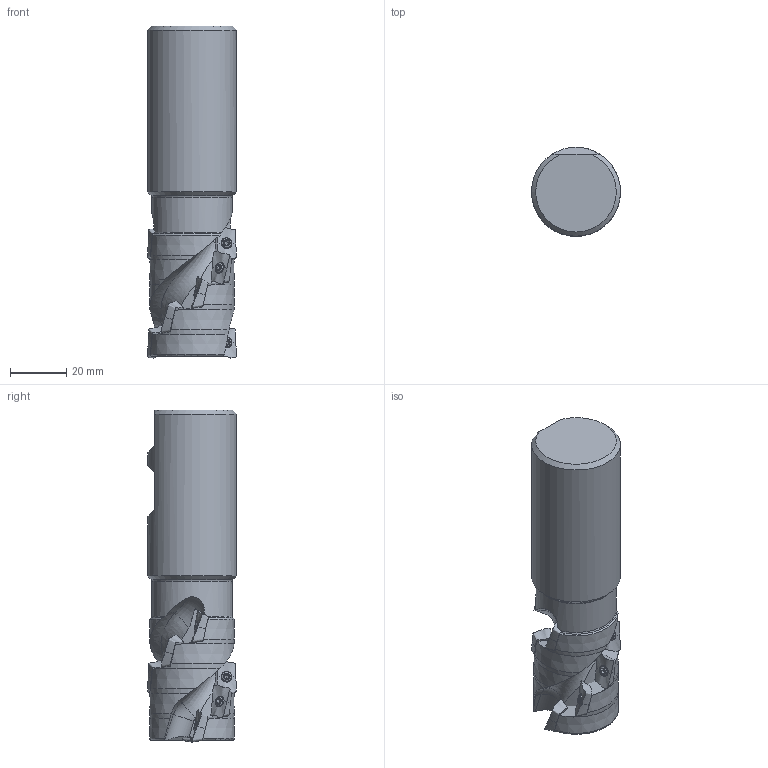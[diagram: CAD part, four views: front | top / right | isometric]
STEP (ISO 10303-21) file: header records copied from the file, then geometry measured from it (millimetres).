
FILE_DESCRIPTION(/* description */ (''),/* implementation_level */ '2;1');
FILE_NAME(/* name */ '1583476585091.stp',/* time_stamp */ '2020-03-06T12:06:41+06:00',/* author */ (''),/* organization */ ('SMS'),/* preprocessor_version */ 'ST-DEVELOPER v16.7',/* originating_system */ 'SIEMENS PLM Software NX 12.0',/* authorisation */ '');
FILE_SCHEMA (('AUTOMOTIVE_DESIGN { 1 0 10303 214 3 1 1 1 }'));
Length unit declared in the file: millimetre
Products named in the file (4): ASSEMBLY_CONSTRUCTION; 201207134mod000_00; 202886418mod000_00; 202886420mod000_00
Assembly tree (12 placements, depth 2):
  202886420mod000_00
    202886418mod000_00
    201207134mod000_00  x10
    ASSEMBLY_CONSTRUCTION
Bounding box: 31.74 x 31.74 x 118.44 mm (x, y, z)
Volume: 77842.8 mm3; surface area: 16375.4 mm2
Topology: 11 solids, 11 shells, 507 faces, 1237 edges, 808 vertices
Faces by surface type: cylinder 157, plane 133, cone 107, bspline 56, torus 40, sphere 10, revolution 4
Full cylindrical faces by diameter (mm): 2.5 x10, 2.8 x10, 3.45 x10, 28.617 x1, 31.742 x1
Entity records: 35652 total; most frequent: CARTESIAN_POINT 27027, ORIENTED_EDGE 1740, DIRECTION 1687, EDGE_CURVE 870, AXIS2_PLACEMENT_3D 773, VERTEX_POINT 574, EDGE_LOOP 454, ADVANCED_FACE 381
